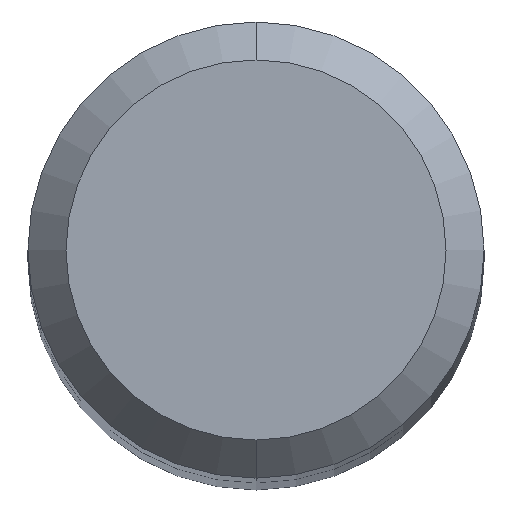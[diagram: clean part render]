
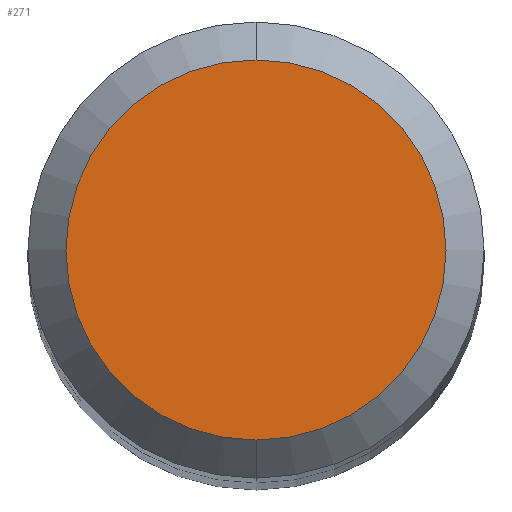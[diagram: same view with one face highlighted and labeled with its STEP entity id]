
A CAD part, top view. The second image highlights one B-rep face of the part: STEP entity #271.
In plain terms, the highlighted planar face has unit normal (0, 0, 1).
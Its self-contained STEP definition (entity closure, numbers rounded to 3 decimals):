
#78=CARTESIAN_POINT('',(0.,0.,36.));
#79=DIRECTION('',(0.,0.,1.));
#80=DIRECTION('',(0.,1.,0.));
#81=AXIS2_PLACEMENT_3D('',#78,#79,#80);
#83=CARTESIAN_POINT('',(0.,0.,36.));
#84=DIRECTION('',(0.,0.,-1.));
#85=DIRECTION('',(0.,1.,0.));
#86=AXIS2_PLACEMENT_3D('',#83,#84,#85);
#185=CARTESIAN_POINT('',(0.,2.5,36.));
#187=VERTEX_POINT('',#185);
#189=CARTESIAN_POINT('',(0.,-2.5,36.));
#191=VERTEX_POINT('',#189);
#262=CARTESIAN_POINT('',(0.,0.,36.));
#263=DIRECTION('',(0.,0.,-1.));
#264=DIRECTION('',(0.,-1.,0.));
#265=AXIS2_PLACEMENT_3D('',#262,#263,#264);
#266=PLANE('',#265);
#267=ORIENTED_EDGE('',*,*,#241,.F.);
#268=ORIENTED_EDGE('',*,*,#257,.T.);
#269=EDGE_LOOP('',(#267,#268));
#270=FACE_OUTER_BOUND('',#269,.F.);
#82=CIRCLE('',#81,2.5);
#87=CIRCLE('',#86,2.5);
#241=EDGE_CURVE('',#187,#191,#82,.T.);
#257=EDGE_CURVE('',#187,#191,#87,.T.);
#271=ADVANCED_FACE('',(#270),#266,.F.);
